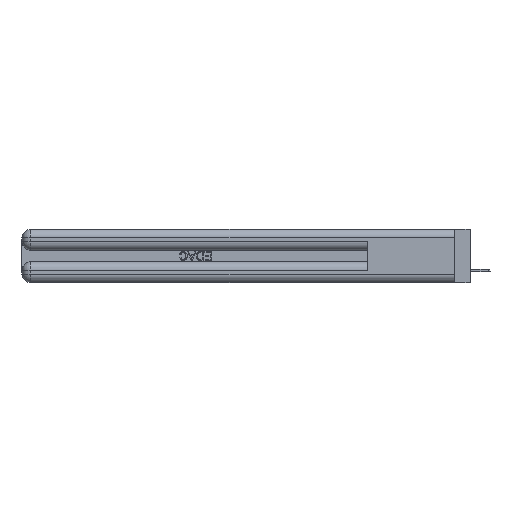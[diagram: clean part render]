
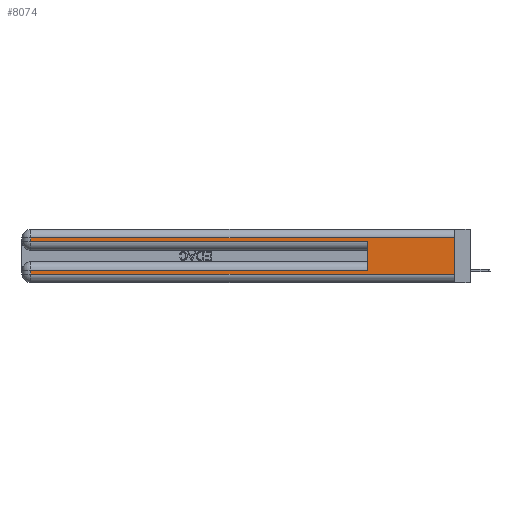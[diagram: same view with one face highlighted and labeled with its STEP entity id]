
A CAD part, left-side view. The second image highlights one B-rep face of the part: STEP entity #8074.
In plain terms, the highlighted planar face has unit normal (-1, 0, 0).
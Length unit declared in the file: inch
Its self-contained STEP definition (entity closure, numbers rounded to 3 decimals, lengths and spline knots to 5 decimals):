
#57 = CARTESIAN_POINT ( 'NONE',  ( 0., 0., 0.31 ) ) ;
#302 = VERTEX_POINT ( 'NONE', #57 ) ;
#728 = CARTESIAN_POINT ( 'NONE',  ( 0., 0., 0.285 ) ) ;
#786 = EDGE_CURVE ( 'NONE', #14324, #27884, #19192, .T. ) ;
#1145 = CARTESIAN_POINT ( 'NONE',  ( 0., 0.6, 0.085 ) ) ;
#1772 = ORIENTED_EDGE ( 'NONE', *, *, #12049, .T. ) ;
#2115 = ORIENTED_EDGE ( 'NONE', *, *, #32685, .T. ) ;
#2508 = DIRECTION ( 'NONE',  ( 0., 0., 1. ) ) ;
#2852 = LINE ( 'NONE', #48570, #13341 ) ;
#5989 = DIRECTION ( 'NONE',  ( 0., -1., 0. ) ) ;
#6306 = CARTESIAN_POINT ( 'NONE',  ( 0., 0., 0.31 ) ) ;
#6683 = EDGE_LOOP ( 'NONE', ( #13492, #46349, #40080, #15155, #26865, #2115, #1772, #40502 ) ) ;
#8074 = ADVANCED_FACE ( 'NONE', ( #23792 ), #43054, .F. ) ;
#8809 = DIRECTION ( 'NONE',  ( 1., 0., 0. ) ) ;
#9301 = CARTESIAN_POINT ( 'NONE',  ( 0., 0., 0.37 ) ) ;
#10240 = VECTOR ( 'NONE', #5989, 39.37008 ) ;
#10397 = DIRECTION ( 'NONE',  ( 0., 0., -1. ) ) ;
#11974 = LINE ( 'NONE', #20201, #45834 ) ;
#12049 = EDGE_CURVE ( 'NONE', #46539, #20020, #2852, .T. ) ;
#12916 = EDGE_CURVE ( 'NONE', #20020, #29097, #33195, .T. ) ;
#13341 = VECTOR ( 'NONE', #48317, 39.37008 ) ;
#13492 = ORIENTED_EDGE ( 'NONE', *, *, #36421, .F. ) ;
#13680 = CARTESIAN_POINT ( 'NONE',  ( 0., 0., 0.37 ) ) ;
#13770 = DIRECTION ( 'NONE',  ( 0., 1., 0. ) ) ;
#14324 = VERTEX_POINT ( 'NONE', #22190 ) ;
#15155 = ORIENTED_EDGE ( 'NONE', *, *, #786, .T. ) ;
#17162 = LINE ( 'NONE', #29137, #22700 ) ;
#17700 = CARTESIAN_POINT ( 'NONE',  ( 0., 0., 0.06 ) ) ;
#19192 = LINE ( 'NONE', #728, #30323 ) ;
#20020 = VERTEX_POINT ( 'NONE', #38314 ) ;
#20201 = CARTESIAN_POINT ( 'NONE',  ( 0., 0., 0.085 ) ) ;
#20786 = DIRECTION ( 'NONE',  ( 0., 0., -1. ) ) ;
#22190 = CARTESIAN_POINT ( 'NONE',  ( 0., 2.94, 0.285 ) ) ;
#22700 = VECTOR ( 'NONE', #10397, 39.37008 ) ;
#23489 = VECTOR ( 'NONE', #13770, 39.37008 ) ;
#23792 = FACE_OUTER_BOUND ( 'NONE', #6683, .T. ) ;
#23874 = VERTEX_POINT ( 'NONE', #1145 ) ;
#24517 = EDGE_CURVE ( 'NONE', #302, #44928, #24762, .T. ) ;
#24762 = LINE ( 'NONE', #6306, #23489 ) ;
#24875 = EDGE_CURVE ( 'NONE', #44928, #14324, #17162, .T. ) ;
#25771 = CARTESIAN_POINT ( 'NONE',  ( 0., 0., 0.06 ) ) ;
#26025 = EDGE_CURVE ( 'NONE', #23874, #27884, #43259, .T. ) ;
#26865 = ORIENTED_EDGE ( 'NONE', *, *, #26025, .F. ) ;
#27884 = VERTEX_POINT ( 'NONE', #33527 ) ;
#29097 = VERTEX_POINT ( 'NONE', #25771 ) ;
#29137 = CARTESIAN_POINT ( 'NONE',  ( 0., 2.94, 0.37 ) ) ;
#30323 = VECTOR ( 'NONE', #34701, 39.37008 ) ;
#32685 = EDGE_CURVE ( 'NONE', #23874, #46539, #11974, .T. ) ;
#33195 = LINE ( 'NONE', #17700, #10240 ) ;
#33527 = CARTESIAN_POINT ( 'NONE',  ( 0., 0.6, 0.285 ) ) ;
#34701 = DIRECTION ( 'NONE',  ( 0., -1., 0. ) ) ;
#35231 = CARTESIAN_POINT ( 'NONE',  ( 0., 2.94, 0.085 ) ) ;
#36421 = EDGE_CURVE ( 'NONE', #302, #29097, #36681, .T. ) ;
#36681 = LINE ( 'NONE', #13680, #48706 ) ;
#38314 = CARTESIAN_POINT ( 'NONE',  ( 0., 2.94, 0.06 ) ) ;
#39270 = DIRECTION ( 'NONE',  ( 0., 0., -1. ) ) ;
#40080 = ORIENTED_EDGE ( 'NONE', *, *, #24875, .T. ) ;
#40502 = ORIENTED_EDGE ( 'NONE', *, *, #12916, .T. ) ;
#41958 = VECTOR ( 'NONE', #2508, 39.37008 ) ;
#42971 = DIRECTION ( 'NONE',  ( 0., 1., 0. ) ) ;
#43054 = PLANE ( 'NONE',  #49101 ) ;
#43259 = LINE ( 'NONE', #47733, #41958 ) ;
#43626 = CARTESIAN_POINT ( 'NONE',  ( 0., 2.94, 0.31 ) ) ;
#44928 = VERTEX_POINT ( 'NONE', #43626 ) ;
#45834 = VECTOR ( 'NONE', #42971, 39.37008 ) ;
#46349 = ORIENTED_EDGE ( 'NONE', *, *, #24517, .T. ) ;
#46539 = VERTEX_POINT ( 'NONE', #35231 ) ;
#47733 = CARTESIAN_POINT ( 'NONE',  ( 0., 0.6, 0.145 ) ) ;
#48317 = DIRECTION ( 'NONE',  ( 0., 0., -1. ) ) ;
#48570 = CARTESIAN_POINT ( 'NONE',  ( 0., 2.94, 0.37 ) ) ;
#48706 = VECTOR ( 'NONE', #39270, 39.37008 ) ;
#49101 = AXIS2_PLACEMENT_3D ( 'NONE', #9301, #8809, #20786 ) ;
